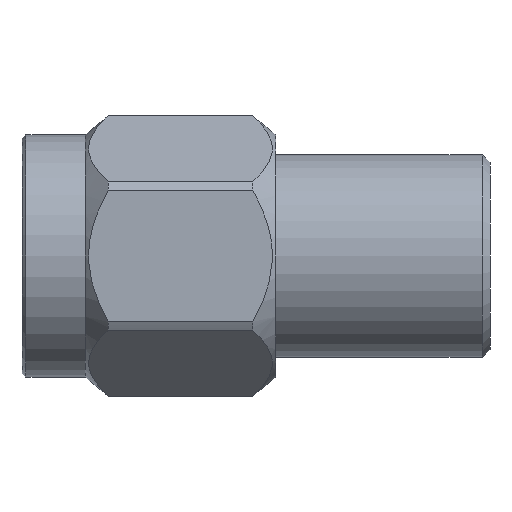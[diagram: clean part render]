
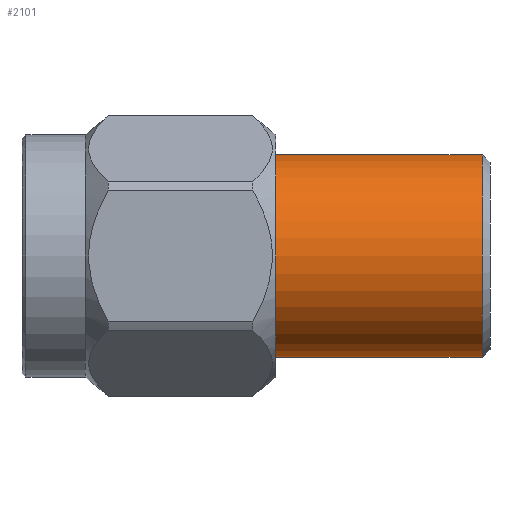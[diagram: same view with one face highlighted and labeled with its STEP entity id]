
A CAD part, front view. The second image highlights one B-rep face of the part: STEP entity #2101.
In plain terms, the highlighted cylindrical face has radius 3.25 mm (diameter 6.5 mm), a partial arc.
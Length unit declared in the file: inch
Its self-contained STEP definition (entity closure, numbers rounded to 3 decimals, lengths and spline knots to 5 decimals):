
#254 = ORIENTED_EDGE ( 'NONE', *, *, #1153, .T. ) ;
#266 = VERTEX_POINT ( 'NONE', #2517 ) ;
#697 = ORIENTED_EDGE ( 'NONE', *, *, #2261, .T. ) ;
#924 = DIRECTION ( 'NONE',  ( 0., 0., 1. ) ) ;
#957 = CARTESIAN_POINT ( 'NONE',  ( 1.54301, 0., 0. ) ) ;
#1018 = CARTESIAN_POINT ( 'NONE',  ( 0.32, 0., 0.12795 ) ) ;
#1049 = VERTEX_POINT ( 'NONE', #1018 ) ;
#1063 = CIRCLE ( 'NONE', #2242, 0.12795 ) ;
#1108 = AXIS2_PLACEMENT_3D ( 'NONE', #1973, #3343, #2258 ) ;
#1153 = EDGE_CURVE ( 'NONE', #266, #1696, #2015, .T. ) ;
#1189 = AXIS2_PLACEMENT_3D ( 'NONE', #957, #3508, #924 ) ;
#1285 = DIRECTION ( 'NONE',  ( 0., 0., -1. ) ) ;
#1339 = VECTOR ( 'NONE', #1390, 39.37008 ) ;
#1390 = DIRECTION ( 'NONE',  ( -1., 0., 0. ) ) ;
#1696 = VERTEX_POINT ( 'NONE', #3202 ) ;
#1787 = ORIENTED_EDGE ( 'NONE', *, *, #2576, .F. ) ;
#1901 = CARTESIAN_POINT ( 'NONE',  ( 0.32, 0., 0. ) ) ;
#1973 = CARTESIAN_POINT ( 'NONE',  ( 0.58055, 0., 0. ) ) ;
#2015 = CIRCLE ( 'NONE', #1108, 0.12795 ) ;
#2101 = ADVANCED_FACE ( 'NONE', ( #3538 ), #3263, .T. ) ;
#2242 = AXIS2_PLACEMENT_3D ( 'NONE', #1901, #2447, #1285 ) ;
#2258 = DIRECTION ( 'NONE',  ( 0., 0., -1. ) ) ;
#2261 = EDGE_CURVE ( 'NONE', #1049, #2702, #1063, .T. ) ;
#2314 = CARTESIAN_POINT ( 'NONE',  ( 1.54301, 0., -0.12795 ) ) ;
#2429 = CARTESIAN_POINT ( 'NONE',  ( 1.54301, 0., 0.12795 ) ) ;
#2447 = DIRECTION ( 'NONE',  ( 1., 0., 0. ) ) ;
#2517 = CARTESIAN_POINT ( 'NONE',  ( 0.58055, 0., -0.12795 ) ) ;
#2576 = EDGE_CURVE ( 'NONE', #266, #2702, #3441, .T. ) ;
#2587 = CARTESIAN_POINT ( 'NONE',  ( 0.32, 0., -0.12795 ) ) ;
#2702 = VERTEX_POINT ( 'NONE', #2587 ) ;
#2997 = LINE ( 'NONE', #2429, #3109 ) ;
#3109 = VECTOR ( 'NONE', #3525, 39.37008 ) ;
#3202 = CARTESIAN_POINT ( 'NONE',  ( 0.58055, 0., 0.12795 ) ) ;
#3210 = EDGE_LOOP ( 'NONE', ( #1787, #254, #3477, #697 ) ) ;
#3263 = CYLINDRICAL_SURFACE ( 'NONE', #1189, 0.12795 ) ;
#3343 = DIRECTION ( 'NONE',  ( -1., 0., 0. ) ) ;
#3413 = EDGE_CURVE ( 'NONE', #1696, #1049, #2997, .T. ) ;
#3441 = LINE ( 'NONE', #2314, #1339 ) ;
#3477 = ORIENTED_EDGE ( 'NONE', *, *, #3413, .T. ) ;
#3508 = DIRECTION ( 'NONE',  ( -1., 0., 0. ) ) ;
#3525 = DIRECTION ( 'NONE',  ( -1., 0., 0. ) ) ;
#3538 = FACE_OUTER_BOUND ( 'NONE', #3210, .T. ) ;
